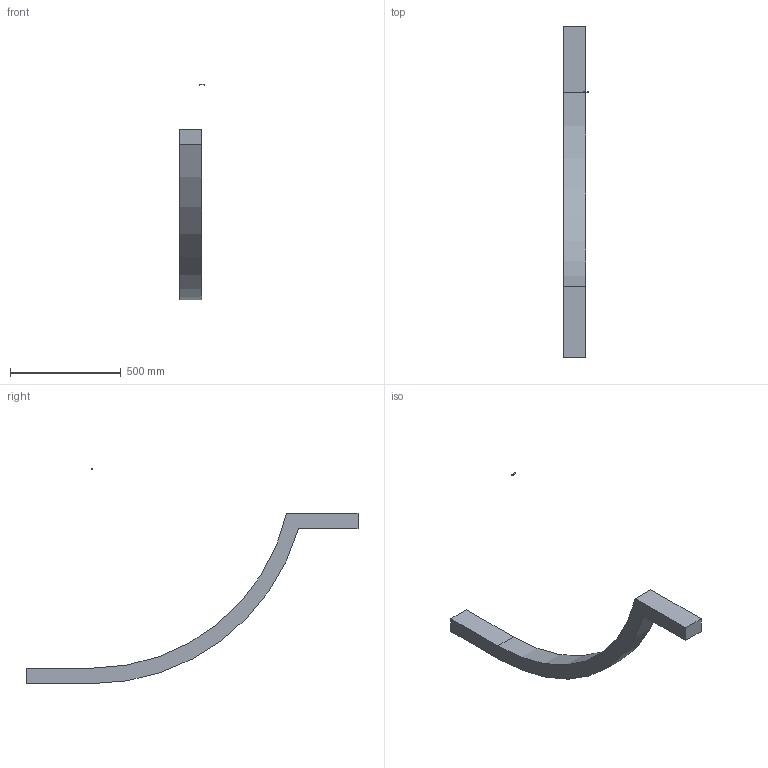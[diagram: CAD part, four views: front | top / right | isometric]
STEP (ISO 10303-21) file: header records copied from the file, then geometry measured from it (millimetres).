
FILE_DESCRIPTION(('CATIA V5 STEP Exchange','CAx-IF Rec.Pracs.--- Model Styling and Organization---1.4--- 2014-01-23','CAx-IF Rec.Pracs.---3D Tessellated Data Validation Properties---0.5---2014-09-14'),'2;1');
FILE_NAME('BoxFoldGuide.stp','2024-09-30T06:15:19+00:00',('none'),('none'),'CATIA Unofficial Packaging Version','3DEXPERIENCE Platform STEP AP242 v1','none');
FILE_SCHEMA(('AP242_MANAGED_MODEL_BASED_3D_ENGINEERING_MIM_LF {1 0 10303 442 1 1 4}'));
Length unit declared in the file: millimetre
Products named in the file (1): BoxFoldGuide
Bounding box: 110 x 1500 x 972.47 mm (x, y, z)
Volume: 12782438.8 mm3; surface area: 636739.8 mm2
Topology: 2 solids, 2 shells, 50 faces, 120 edges, 65 vertices
Faces by surface type: cylinder 22, cone 18, plane 10
Entity records: 1199 total; most frequent: ORIENTED_EDGE 204, CARTESIAN_POINT 199, DIRECTION 164, EDGE_CURVE 102, AXIS2_PLACEMENT_3D 76, VERTEX_POINT 65, EDGE_LOOP 59, VECTOR 58
